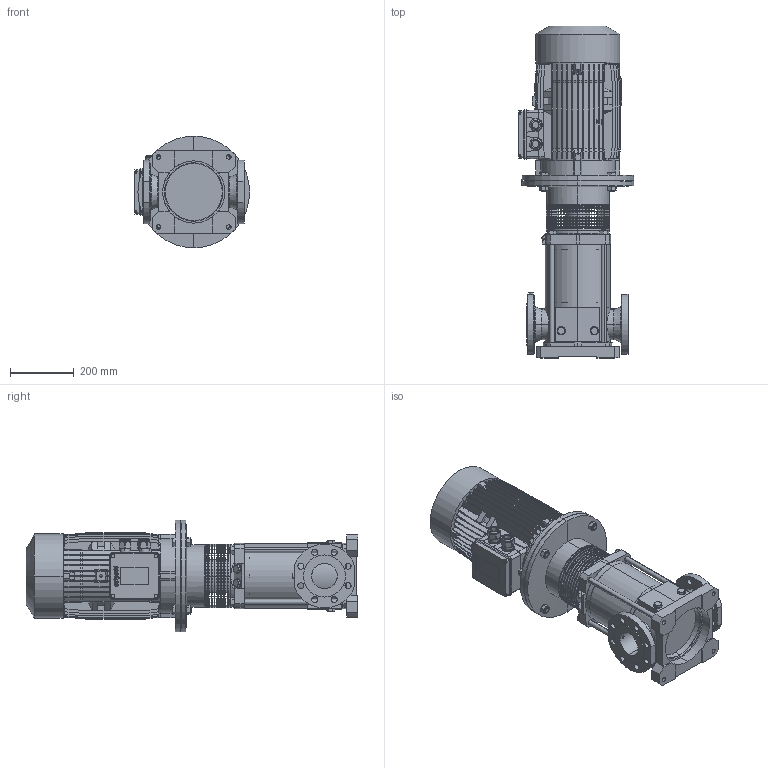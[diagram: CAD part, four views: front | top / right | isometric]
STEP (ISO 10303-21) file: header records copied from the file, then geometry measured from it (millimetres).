
FILE_DESCRIPTION (( 'STEP AP214' ), '1' );
FILE_NAME ('4.93.541.41swa01.step', '2021-04-02T15:43:48', ( '' ), ( '' ), 'SwSTEP 2.0', 'SolidWorks 2019', '' );
FILE_SCHEMA (( 'AUTOMOTIVE_DESIGN' ));
Length unit declared in the file: millimetre
Products named in the file (18): 4.93.541.41swa01; 10009925swp00_MOTORE 160; 4.93.533.41swa01; 10009926swp00; 10007572swp00_132XL; 10011015swp00; 10000018swn00_M16x50 8.8 ZINCATA; 4.66.424swp04_G18x7; 10009924swp00_MXV (4) 80-4803; 10007670swn00_M32x1.5; 10009928swp00_MXV (4) 80-4803; 4_92_054_REV00_SEMPLIFICATO; 10007568swp00_M132 B5-De350; 10007576swa00_M132XL; 10009927swp00; 4.66.424swp04_G38x10; 10000007swn00_M16 A4-70; 10000007swn00_M16 6S ZINCATO
Assembly tree (35 placements, depth 3):
  4.93.541.41swa01
    4.93.533.41swa01
      10011015swp00
      10009927swp00
      10009924swp00_MXV (4) 80-4803
      10009925swp00_MOTORE 160
      10009926swp00
      4_92_054_REV00_SEMPLIFICATO
      10009928swp00_MXV (4) 80-4803  x4
      10000007swn00_M16 6S ZINCATO  x4
      4.66.424swp04_G38x10  x6
      4.66.424swp04_G18x7
    10007576swa00_M132XL
      10007568swp00_M132 B5-De350
      10007572swp00_132XL
      10007670swn00_M32x1.5  x2
    10000018swn00_M16x50 8.8 ZINCATA  x4
    10000007swn00_M16 A4-70  x4
Bounding box: 361.2 x 1040.5 x 350 mm (x, y, z)
Volume: 36474402.6 mm3; surface area: 2812553.6 mm2
Topology: 35 solids, 35 shells, 4208 faces, 11542 edges, 7531 vertices
Faces by surface type: plane 3195, cone 462, cylinder 449, bspline 88, torus 14
Entity records: 128447 total; most frequent: CARTESIAN_POINT 27041, ORIENTED_EDGE 21066, DIRECTION 20130, EDGE_CURVE 10533, VERTEX_POINT 6961, LINE 6822, VECTOR 6822, AXIS2_PLACEMENT_3D 6654
